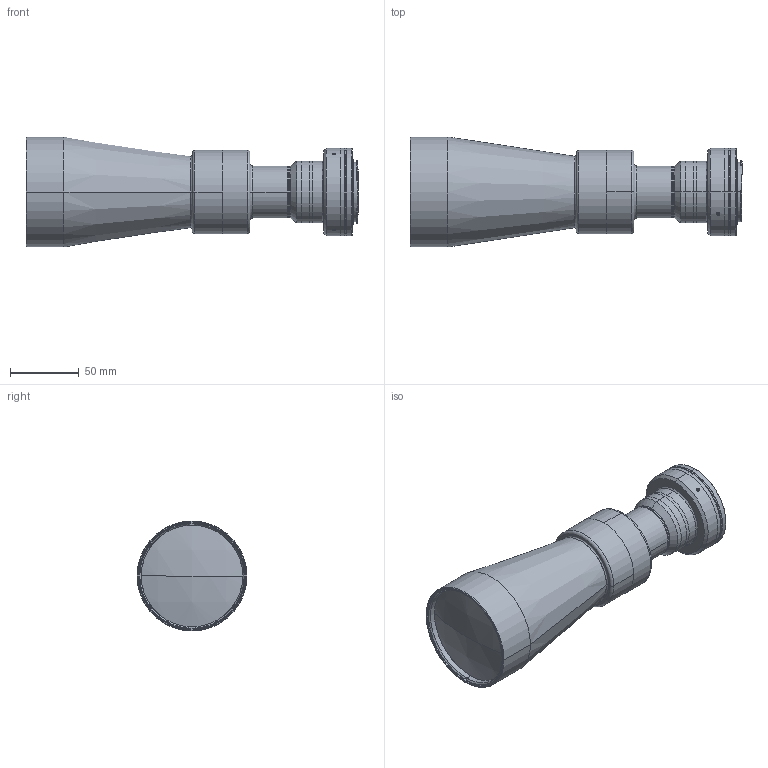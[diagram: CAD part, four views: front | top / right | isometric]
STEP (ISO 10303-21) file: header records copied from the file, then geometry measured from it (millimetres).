
FILE_DESCRIPTION (( 'STEP AP203' ), '1' );
FILE_NAME ('DP32086-A_TC10M056-F.step', '2022-12-06T16:44:56', ( '' ), ( '' ), 'SwSTEP 2.0', 'SolidWorks 2021', '' );
FILE_SCHEMA (( 'CONFIG_CONTROL_DESIGN' ));
Length unit declared in the file: millimetre
Products named in the file (1): DP32086-A_TC10M056-F
Bounding box: 241.56 x 80 x 80 mm (x, y, z)
Surface area: 71561.8 mm2 (no closed solid volume)
Topology: 0 solids, 20 shells, 149 faces, 415 edges, 282 vertices
Faces by surface type: cylinder 68, plane 43, cone 24, torus 12, sphere 2
Entity records: 5100 total; most frequent: CARTESIAN_POINT 1105, DIRECTION 913, ORIENTED_EDGE 677, EDGE_CURVE 415, AXIS2_PLACEMENT_3D 370, VERTEX_POINT 282, CIRCLE 220, EDGE_LOOP 176
